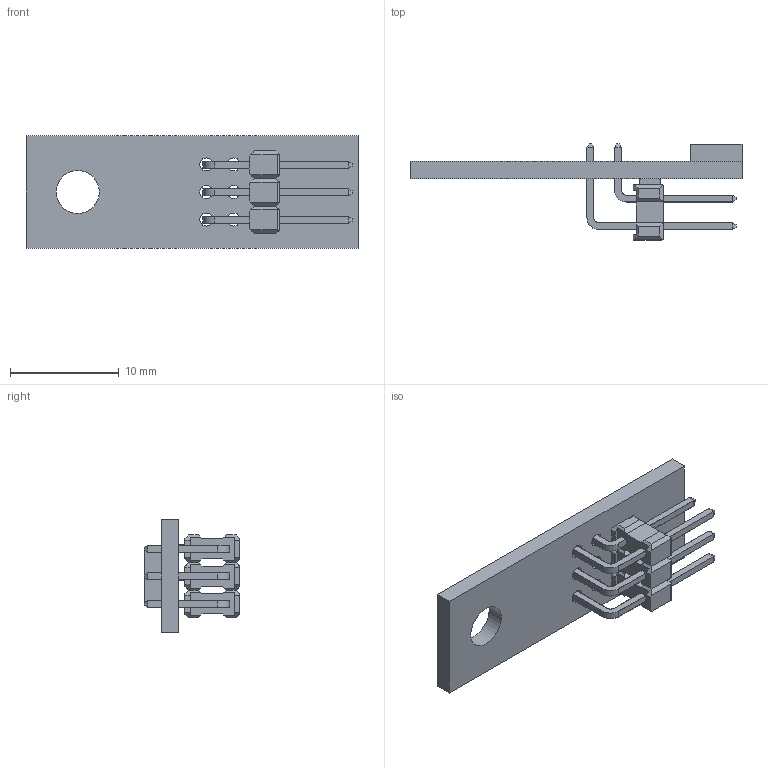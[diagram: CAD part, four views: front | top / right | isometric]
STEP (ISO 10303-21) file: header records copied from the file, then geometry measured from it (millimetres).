
FILE_DESCRIPTION(/* description */ (''),/* implementation_level */ '2;1');
FILE_NAME(/* name */ 'Fast Light Board With 90 Degree Header.step',/* time_stamp */ '2020-05-06T15:17:03-04:00',/* author */ (''),/* organization */ (''),/* preprocessor_version */ 'ST-DEVELOPER v18.1',/* originating_system */ 'Autodesk Translation Framework v9.2.0.1227',/* authorisation */ '');
FILE_SCHEMA (('AUTOMOTIVE_DESIGN { 1 0 10303 214 3 1 1 }'));
Length unit declared in the file: inch
Products named in the file (5): arr-01-001; Pin Header 2x3 TH Angle Pitch 2.54mm; Pin Header 2x3 TH Angle Pitch 2; fast-rgb-led-insert; Fast Light Board
Assembly tree (4 placements, depth 3):
  arr-01-001
    Pin Header 2x3 TH Angle Pitch 2.54mm
      Pin Header 2x3 TH Angle Pitch 2
    fast-rgb-led-insert
      Fast Light Board
Bounding box: 30.56 x 8.83 x 10.32 mm (x, y, z)
Volume: 506.4 mm3; surface area: 1301.3 mm2
Topology: 1 solids, 241 shells, 278 faces, 1284 edges, 1248 vertices
Faces by surface type: plane 247, cylinder 31
Full cylindrical faces by diameter (mm): 1.191 x6, 3.969 x1
Entity records: 13724 total; most frequent: CARTESIAN_POINT 3146, DIRECTION 1911, ORIENTED_EDGE 1350, EDGE_CURVE 1284, VERTEX_POINT 1248, LINE 1129, VECTOR 1129, AXIS2_PLACEMENT_3D 391
